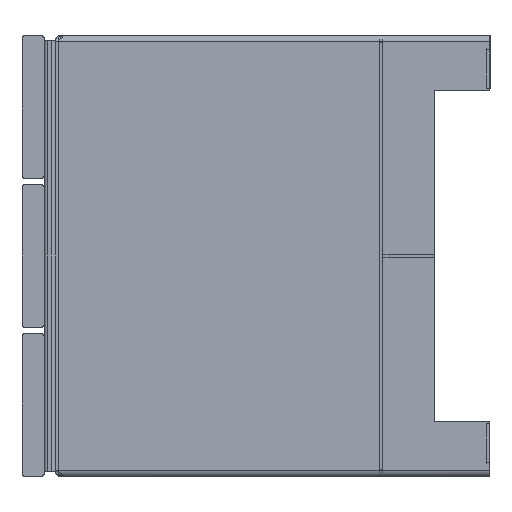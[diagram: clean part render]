
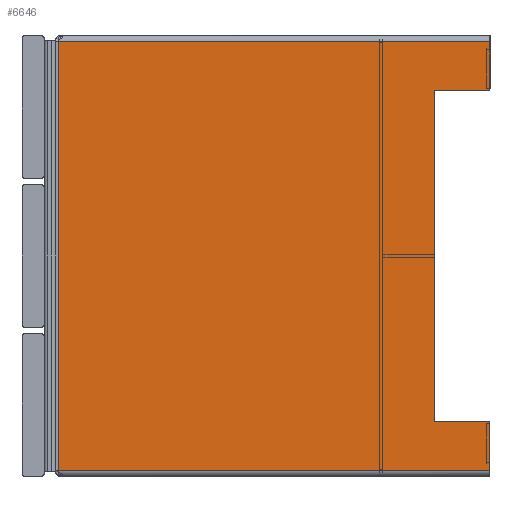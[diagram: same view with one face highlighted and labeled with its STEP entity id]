
A CAD part, left-side view. The second image highlights one B-rep face of the part: STEP entity #6646.
In plain terms, the highlighted face is planar.
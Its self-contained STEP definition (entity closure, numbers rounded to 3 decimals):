
#69 = VERTEX_POINT ( 'NONE', #8977 ) ;
#93 = VERTEX_POINT ( 'NONE', #3052 ) ;
#222 = VERTEX_POINT ( 'NONE', #4918 ) ;
#253 = DIRECTION ( 'NONE',  ( 0., 0., 1. ) ) ;
#406 = AXIS2_PLACEMENT_3D ( 'NONE', #6048, #906, #806 ) ;
#476 = VECTOR ( 'NONE', #3614, 1000. ) ;
#727 = VECTOR ( 'NONE', #4619, 1000. ) ;
#780 = DIRECTION ( 'NONE',  ( -1., 0., 0. ) ) ;
#797 = ORIENTED_EDGE ( 'NONE', *, *, #8162, .T. ) ;
#806 = DIRECTION ( 'NONE',  ( 0., 0., -1. ) ) ;
#847 = ORIENTED_EDGE ( 'NONE', *, *, #7465, .T. ) ;
#906 = DIRECTION ( 'NONE',  ( 0., -1., 0. ) ) ;
#1017 = FACE_OUTER_BOUND ( 'NONE', #8265, .T. ) ;
#1055 = EDGE_CURVE ( 'NONE', #7541, #3343, #10577, .T. ) ;
#1097 = DIRECTION ( 'NONE',  ( 0., 0., 1. ) ) ;
#1297 = ORIENTED_EDGE ( 'NONE', *, *, #9227, .T. ) ;
#1449 = CARTESIAN_POINT ( 'NONE',  ( -200., 0., -391. ) ) ;
#1468 = EDGE_CURVE ( 'NONE', #7272, #93, #8637, .T. ) ;
#1793 = VERTEX_POINT ( 'NONE', #7871 ) ;
#1938 = EDGE_CURVE ( 'NONE', #10183, #7541, #10453, .T. ) ;
#2398 = ORIENTED_EDGE ( 'NONE', *, *, #1055, .T. ) ;
#2454 = CARTESIAN_POINT ( 'NONE',  ( -150., 0., 0. ) ) ;
#2569 = ORIENTED_EDGE ( 'NONE', *, *, #3255, .T. ) ;
#2609 = VECTOR ( 'NONE', #4210, 1000. ) ;
#3052 = CARTESIAN_POINT ( 'NONE',  ( 150., 0., 0. ) ) ;
#3092 = EDGE_CURVE ( 'NONE', #3343, #69, #4556, .T. ) ;
#3255 = EDGE_CURVE ( 'NONE', #69, #7272, #4883, .T. ) ;
#3343 = VERTEX_POINT ( 'NONE', #2454 ) ;
#3454 = PLANE ( 'NONE',  #406 ) ;
#3529 = VECTOR ( 'NONE', #253, 1000. ) ;
#3614 = DIRECTION ( 'NONE',  ( 0., 0., -1. ) ) ;
#3629 = CARTESIAN_POINT ( 'NONE',  ( -194., 0., 0. ) ) ;
#3917 = DIRECTION ( 'NONE',  ( 1., 0., 0. ) ) ;
#3938 = ORIENTED_EDGE ( 'NONE', *, *, #1468, .T. ) ;
#3974 = CARTESIAN_POINT ( 'NONE',  ( -200., 0., 0. ) ) ;
#4210 = DIRECTION ( 'NONE',  ( 1., 0., 0. ) ) ;
#4237 = VECTOR ( 'NONE', #3917, 1000. ) ;
#4268 = VECTOR ( 'NONE', #9821, 1000. ) ;
#4414 = CARTESIAN_POINT ( 'NONE',  ( 150., 0., 0. ) ) ;
#4556 = LINE ( 'NONE', #8561, #476 ) ;
#4619 = DIRECTION ( 'NONE',  ( 0., 0., -1. ) ) ;
#4709 = CARTESIAN_POINT ( 'NONE',  ( -194., 0., -391. ) ) ;
#4883 = LINE ( 'NONE', #9997, #2609 ) ;
#4918 = CARTESIAN_POINT ( 'NONE',  ( 194., 0., 0. ) ) ;
#6048 = CARTESIAN_POINT ( 'NONE',  ( 0., 0., 0. ) ) ;
#6118 = CARTESIAN_POINT ( 'NONE',  ( -194., 0., -391. ) ) ;
#6272 = ORIENTED_EDGE ( 'NONE', *, *, #1938, .T. ) ;
#6473 = LINE ( 'NONE', #6634, #4268 ) ;
#6579 = LINE ( 'NONE', #1449, #10604 ) ;
#6634 = CARTESIAN_POINT ( 'NONE',  ( 150., 0., 0. ) ) ;
#6646 = ADVANCED_FACE ( 'NONE', ( #1017 ), #3454, .F. ) ;
#7272 = VERTEX_POINT ( 'NONE', #8371 ) ;
#7465 = EDGE_CURVE ( 'NONE', #222, #1793, #9519, .T. ) ;
#7541 = VERTEX_POINT ( 'NONE', #3629 ) ;
#7871 = CARTESIAN_POINT ( 'NONE',  ( 194., 0., -391. ) ) ;
#7983 = CARTESIAN_POINT ( 'NONE',  ( 194., 0., 0. ) ) ;
#8162 = EDGE_CURVE ( 'NONE', #93, #222, #6473, .T. ) ;
#8265 = EDGE_LOOP ( 'NONE', ( #847, #1297, #6272, #2398, #8305, #2569, #3938, #797 ) ) ;
#8305 = ORIENTED_EDGE ( 'NONE', *, *, #3092, .T. ) ;
#8371 = CARTESIAN_POINT ( 'NONE',  ( 150., 0., -50. ) ) ;
#8561 = CARTESIAN_POINT ( 'NONE',  ( -150., 0., 0. ) ) ;
#8637 = LINE ( 'NONE', #4414, #10559 ) ;
#8977 = CARTESIAN_POINT ( 'NONE',  ( -150., 0., -50. ) ) ;
#9227 = EDGE_CURVE ( 'NONE', #1793, #10183, #6579, .T. ) ;
#9519 = LINE ( 'NONE', #7983, #727 ) ;
#9821 = DIRECTION ( 'NONE',  ( 1., 0., 0. ) ) ;
#9997 = CARTESIAN_POINT ( 'NONE',  ( -150., 0., -50. ) ) ;
#10183 = VERTEX_POINT ( 'NONE', #4709 ) ;
#10453 = LINE ( 'NONE', #6118, #3529 ) ;
#10559 = VECTOR ( 'NONE', #1097, 1000. ) ;
#10577 = LINE ( 'NONE', #3974, #4237 ) ;
#10604 = VECTOR ( 'NONE', #780, 1000. ) ;
